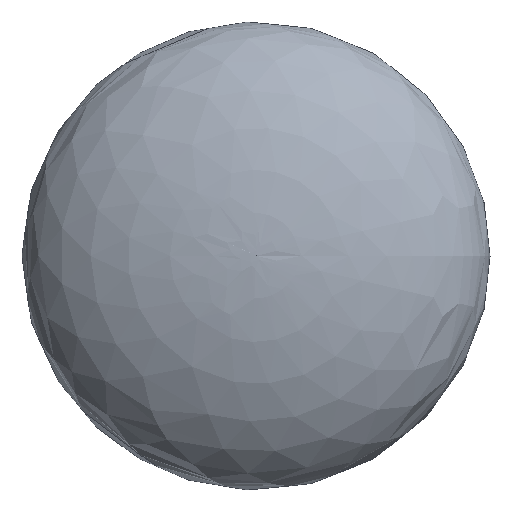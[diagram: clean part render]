
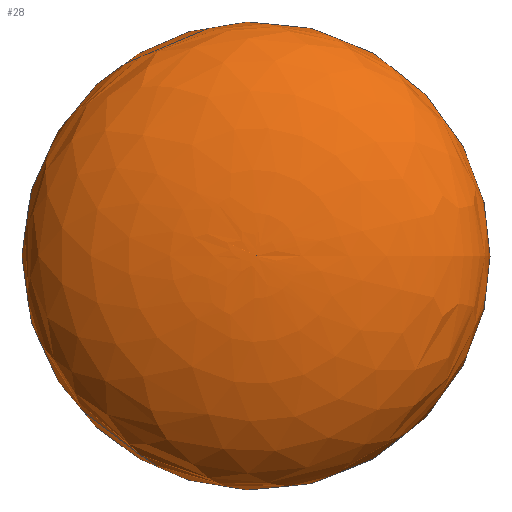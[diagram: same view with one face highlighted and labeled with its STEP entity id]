
A CAD part, top view. The second image highlights one B-rep face of the part: STEP entity #28.
In plain terms, the highlighted free-form (B-spline) face has degree [2, 2] with [7, 5] control points.
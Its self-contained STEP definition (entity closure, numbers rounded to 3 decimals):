
#28 = ADVANCED_FACE('',(#29),#33,.T.);
#29 = FACE_BOUND('',#30,.T.);
#30 = VERTEX_LOOP('',#31);
#31 = VERTEX_POINT('',#32);
#32 = CARTESIAN_POINT('',(0.,0.,-2.));
#33 = ( BOUNDED_SURFACE() B_SPLINE_SURFACE(2,2,(
    (#34,#35,#36,#37,#38)
    ,(#39,#40,#41,#42,#43)
    ,(#44,#45,#46,#47,#48)
    ,(#49,#50,#51,#52,#53)
    ,(#54,#55,#56,#57,#58)
    ,(#59,#60,#61,#62,#63)
    ,(#64,#65,#66,#67,#68
)),.UNSPECIFIED.,.T.,.F.,.F.) B_SPLINE_SURFACE_WITH_KNOTS((1,2,2,2,2,1),
  (3,2,3),(-2.094,0.,2.094,4.189,
    6.283,8.378),(-1.571,0.,1.571),
.UNSPECIFIED.) GEOMETRIC_REPRESENTATION_ITEM() RATIONAL_B_SPLINE_SURFACE
((
    (1.,0.707,1.,0.707,1.)
    ,(0.5,0.354,0.5,0.354,0.5)
    ,(1.,0.707,1.,0.707,1.)
    ,(0.5,0.354,0.5,0.354,0.5)
    ,(1.,0.707,1.,0.707,1.)
    ,(0.5,0.354,0.5,0.354,0.5)
,(1.,0.707,1.,0.707,1.
))) REPRESENTATION_ITEM('') SURFACE() );
#34 = CARTESIAN_POINT('',(0.,0.,-2.));
#35 = CARTESIAN_POINT('',(4.,0.,-2.));
#36 = CARTESIAN_POINT('',(4.,0.,0.));
#37 = CARTESIAN_POINT('',(4.,0.,2.));
#38 = CARTESIAN_POINT('',(0.,0.,2.));
#39 = CARTESIAN_POINT('',(0.,0.,-2.));
#40 = CARTESIAN_POINT('',(4.,6.928,-2.));
#41 = CARTESIAN_POINT('',(4.,6.928,0.));
#42 = CARTESIAN_POINT('',(4.,6.928,2.));
#43 = CARTESIAN_POINT('',(0.,0.,2.));
#44 = CARTESIAN_POINT('',(0.,0.,-2.));
#45 = CARTESIAN_POINT('',(-2.,3.464,-2.));
#46 = CARTESIAN_POINT('',(-2.,3.464,0.));
#47 = CARTESIAN_POINT('',(-2.,3.464,2.));
#48 = CARTESIAN_POINT('',(0.,0.,2.));
#49 = CARTESIAN_POINT('',(0.,0.,-2.));
#50 = CARTESIAN_POINT('',(-8.,0.,-2.));
#51 = CARTESIAN_POINT('',(-8.,0.,0.));
#52 = CARTESIAN_POINT('',(-8.,0.,2.));
#53 = CARTESIAN_POINT('',(0.,0.,2.));
#54 = CARTESIAN_POINT('',(0.,0.,-2.));
#55 = CARTESIAN_POINT('',(-2.,-3.464,-2.));
#56 = CARTESIAN_POINT('',(-2.,-3.464,0.));
#57 = CARTESIAN_POINT('',(-2.,-3.464,2.));
#58 = CARTESIAN_POINT('',(0.,0.,2.));
#59 = CARTESIAN_POINT('',(0.,0.,-2.));
#60 = CARTESIAN_POINT('',(4.,-6.928,-2.));
#61 = CARTESIAN_POINT('',(4.,-6.928,0.));
#62 = CARTESIAN_POINT('',(4.,-6.928,2.));
#63 = CARTESIAN_POINT('',(0.,0.,2.));
#64 = CARTESIAN_POINT('',(0.,0.,-2.));
#65 = CARTESIAN_POINT('',(4.,0.,-2.));
#66 = CARTESIAN_POINT('',(4.,0.,0.));
#67 = CARTESIAN_POINT('',(4.,0.,2.));
#68 = CARTESIAN_POINT('',(0.,0.,2.));
